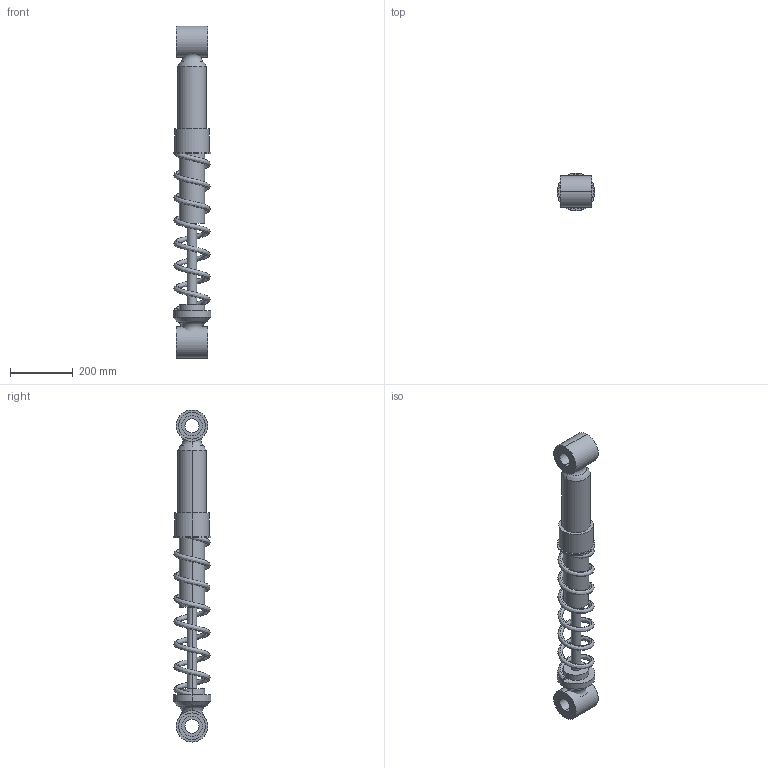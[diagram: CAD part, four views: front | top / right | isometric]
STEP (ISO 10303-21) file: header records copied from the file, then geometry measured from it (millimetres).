
FILE_DESCRIPTION((' '),'2;1');
FILE_NAME( 'ShockAbsorber002.stp', '2017-07-17T17:40:26', (' '), ('--- Datakit www.datakit.com---'), ' Datakit CrossCadWare V2017.1 Dec 27 2016', 'DATAKIT 2017 (c)', ' ');
FILE_SCHEMA(('AP242_MANAGED_MODEL_BASED_3D_ENGINEERING_MIM_LF { 1 0 10303 442 1 1 4 }'));
Length unit declared in the file: millimetre
Products named in the file (11): Boss.-Extru.10[2]; Boss.-Extru.10[1]; Boss.-Extru.9[2]; Boss.-Extru.9[1]; Enlèv. mat.-Extru.2[2]; Enlèv. mat.-Extru.2[1]; Boss.-Extru.8[2]; Boss.-Extru.8[1]; shockabsorber--1; shockabsorber; Root
Assembly tree (10 placements, depth 4):
  Root
    shockabsorber
      shockabsorber--1
        Boss.-Extru.10[2]
        Boss.-Extru.10[1]
        Boss.-Extru.9[2]
        Boss.-Extru.9[1]
        Enlèv. mat.-Extru.2[2]
        Enlèv. mat.-Extru.2[1]
        Boss.-Extru.8[2]
        Boss.-Extru.8[1]
Bounding box: 120 x 120 x 1057.66 mm (x, y, z)
Volume: 5726748.6 mm3; surface area: 662267.6 mm2
Topology: 8 solids, 8 shells, 79 faces, 179 edges, 110 vertices
Faces by surface type: cylinder 42, plane 19, cone 8, torus 4, sphere 4, bspline 2
Entity records: 13152 total; most frequent: CARTESIAN_POINT 11123, DIRECTION 408, ORIENTED_EDGE 334, AXIS2_PLACEMENT_3D 184, EDGE_CURVE 167, VERTEX_POINT 110, EDGE_LOOP 99, CIRCLE 86
